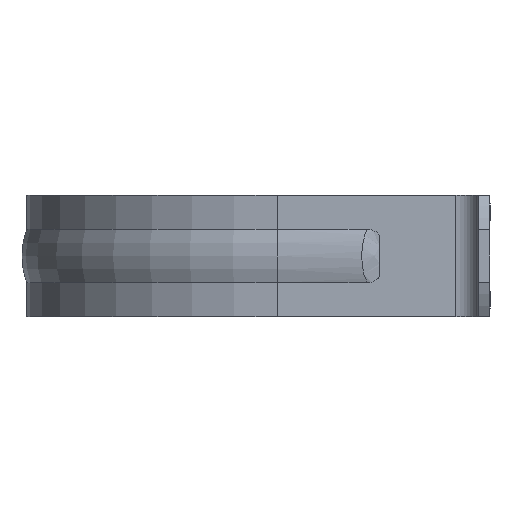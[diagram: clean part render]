
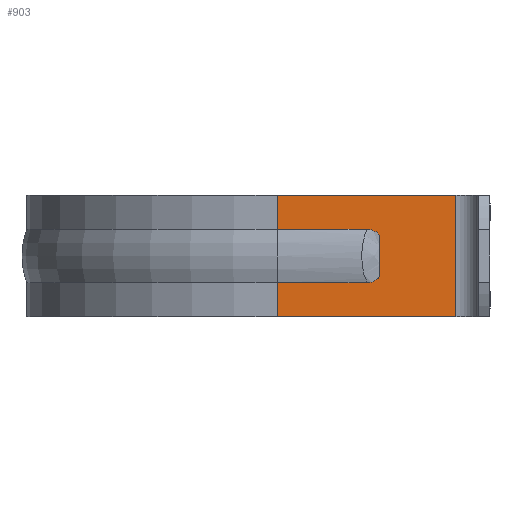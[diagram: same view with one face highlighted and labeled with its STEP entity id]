
A CAD part, left-side view. The second image highlights one B-rep face of the part: STEP entity #903.
In plain terms, the highlighted planar face has unit normal (-1, 0, 0).
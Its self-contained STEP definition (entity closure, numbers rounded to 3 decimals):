
#34=B_SPLINE_CURVE_WITH_KNOTS('',3,(#1906,#1907,#1908,#1909,#1910,#1911,
#1912,#1913,#1914,#1915,#1916,#1917,#1918,#1919,#1920,#1921,#1922,#1923,
#1924,#1925),.UNSPECIFIED.,.F.,.F.,(4,2,2,2,2,2,2,2,2,4),(0.,0.093,
0.175,0.218,0.238,0.248,
0.252,0.254,0.255,0.255),
 .UNSPECIFIED.);
#36=B_SPLINE_CURVE_WITH_KNOTS('',3,(#1936,#1937,#1938,#1939,#1940,#1941,
#1942,#1943,#1944,#1945,#1946,#1947,#1948,#1949,#1950,#1951,#1952,#1953,
#1954,#1955),.UNSPECIFIED.,.F.,.F.,(4,2,2,2,2,2,2,2,2,4),(0.,
0.,0.,0.002,0.004,0.011,
0.023,0.05,0.102,0.161),
 .UNSPECIFIED.);
#51=PLANE('',#1013);
#101=FACE_OUTER_BOUND('',#155,.T.);
#155=EDGE_LOOP('',(#793,#794,#795,#796,#797,#798,#799,#800,#801,#802));
#180=LINE('',#1956,#254);
#186=LINE('',#1977,#260);
#198=LINE('',#2018,#272);
#230=LINE('',#2108,#304);
#231=LINE('',#2111,#305);
#232=LINE('',#2113,#306);
#233=LINE('',#2115,#307);
#234=LINE('',#2116,#308);
#254=VECTOR('',#1099,10.);
#260=VECTOR('',#1117,10.);
#272=VECTOR('',#1155,10.);
#304=VECTOR('',#1253,10.);
#305=VECTOR('',#1256,10.);
#306=VECTOR('',#1259,10.);
#307=VECTOR('',#1260,10.);
#308=VECTOR('',#1261,10.);
#383=VERTEX_POINT('',#1904);
#384=VERTEX_POINT('',#1905);
#385=VERTEX_POINT('',#1926);
#386=VERTEX_POINT('',#1935);
#394=VERTEX_POINT('',#1974);
#395=VERTEX_POINT('',#1976);
#410=VERTEX_POINT('',#2014);
#436=VERTEX_POINT('',#2107);
#437=VERTEX_POINT('',#2109);
#438=VERTEX_POINT('',#2114);
#483=EDGE_CURVE('',#383,#384,#34,.F.);
#485=EDGE_CURVE('',#386,#385,#36,.T.);
#486=EDGE_CURVE('',#386,#383,#180,.T.);
#496=EDGE_CURVE('',#394,#395,#186,.T.);
#517=EDGE_CURVE('',#395,#410,#198,.T.);
#562=EDGE_CURVE('',#436,#384,#230,.T.);
#564=EDGE_CURVE('',#437,#385,#231,.T.);
#565=EDGE_CURVE('',#394,#436,#232,.T.);
#566=EDGE_CURVE('',#437,#438,#233,.T.);
#567=EDGE_CURVE('',#438,#410,#234,.T.);
#793=ORIENTED_EDGE('',*,*,#517,.F.);
#794=ORIENTED_EDGE('',*,*,#496,.F.);
#795=ORIENTED_EDGE('',*,*,#565,.T.);
#796=ORIENTED_EDGE('',*,*,#562,.T.);
#797=ORIENTED_EDGE('',*,*,#483,.F.);
#798=ORIENTED_EDGE('',*,*,#486,.F.);
#799=ORIENTED_EDGE('',*,*,#485,.T.);
#800=ORIENTED_EDGE('',*,*,#564,.F.);
#801=ORIENTED_EDGE('',*,*,#566,.T.);
#802=ORIENTED_EDGE('',*,*,#567,.T.);
#903=ADVANCED_FACE('',(#101),#51,.T.);
#1013=AXIS2_PLACEMENT_3D('',#2112,#1257,#1258);
#1099=DIRECTION('',(0.,0.,1.));
#1117=DIRECTION('',(0.,-1.,0.));
#1155=DIRECTION('',(0.,0.,-1.));
#1253=DIRECTION('',(0.,-1.,0.));
#1256=DIRECTION('',(0.,-1.,0.));
#1257=DIRECTION('center_axis',(-1.,0.,0.));
#1258=DIRECTION('ref_axis',(0.,0.,-1.));
#1259=DIRECTION('',(0.,0.,-1.));
#1260=DIRECTION('',(0.,0.,-1.));
#1261=DIRECTION('',(0.,-1.,0.));
#1904=CARTESIAN_POINT('',(-33.,-46.5,2.5));
#1905=CARTESIAN_POINT('',(-33.,-44.835,3.5));
#1906=CARTESIAN_POINT('Ctrl Pts',(-33.,-44.835,3.5));
#1907=CARTESIAN_POINT('Ctrl Pts',(-33.,-45.146,3.5));
#1908=CARTESIAN_POINT('Ctrl Pts',(-33.,-45.434,3.441));
#1909=CARTESIAN_POINT('Ctrl Pts',(-33.,-45.907,3.242));
#1910=CARTESIAN_POINT('Ctrl Pts',(-33.,-46.089,3.118));
#1911=CARTESIAN_POINT('Ctrl Pts',(-33.,-46.297,2.909));
#1912=CARTESIAN_POINT('Ctrl Pts',(-33.,-46.361,2.829));
#1913=CARTESIAN_POINT('Ctrl Pts',(-33.,-46.435,2.702));
#1914=CARTESIAN_POINT('Ctrl Pts',(-33.,-46.456,2.658));
#1915=CARTESIAN_POINT('Ctrl Pts',(-33.,-46.481,2.592));
#1916=CARTESIAN_POINT('Ctrl Pts',(-33.,-46.488,2.57));
#1917=CARTESIAN_POINT('Ctrl Pts',(-33.,-46.495,2.538));
#1918=CARTESIAN_POINT('Ctrl Pts',(-33.,-46.497,2.527));
#1919=CARTESIAN_POINT('Ctrl Pts',(-33.,-46.499,2.513));
#1920=CARTESIAN_POINT('Ctrl Pts',(-33.,-46.5,2.508));
#1921=CARTESIAN_POINT('Ctrl Pts',(-33.,-46.5,2.502));
#1922=CARTESIAN_POINT('Ctrl Pts',(-33.,-46.5,2.502));
#1923=CARTESIAN_POINT('Ctrl Pts',(-33.,-46.5,2.5));
#1924=CARTESIAN_POINT('Ctrl Pts',(-33.,-46.5,2.5));
#1925=CARTESIAN_POINT('Ctrl Pts',(-33.,-46.5,2.5));
#1926=CARTESIAN_POINT('',(-33.,-44.835,-3.5));
#1935=CARTESIAN_POINT('',(-33.,-46.5,-2.5));
#1936=CARTESIAN_POINT('Ctrl Pts',(-33.,-46.5,-2.5));
#1937=CARTESIAN_POINT('Ctrl Pts',(-33.,-46.5,-2.5));
#1938=CARTESIAN_POINT('Ctrl Pts',(-33.,-46.5,-2.501));
#1939=CARTESIAN_POINT('Ctrl Pts',(-33.,-46.5,-2.502));
#1940=CARTESIAN_POINT('Ctrl Pts',(-33.,-46.5,-2.502));
#1941=CARTESIAN_POINT('Ctrl Pts',(-33.,-46.5,-2.508));
#1942=CARTESIAN_POINT('Ctrl Pts',(-33.,-46.499,-2.513));
#1943=CARTESIAN_POINT('Ctrl Pts',(-33.,-46.497,-2.527));
#1944=CARTESIAN_POINT('Ctrl Pts',(-33.,-46.495,-2.538));
#1945=CARTESIAN_POINT('Ctrl Pts',(-33.,-46.488,-2.57));
#1946=CARTESIAN_POINT('Ctrl Pts',(-33.,-46.481,-2.592));
#1947=CARTESIAN_POINT('Ctrl Pts',(-33.,-46.456,-2.658));
#1948=CARTESIAN_POINT('Ctrl Pts',(-33.,-46.435,-2.702));
#1949=CARTESIAN_POINT('Ctrl Pts',(-33.,-46.361,-2.829));
#1950=CARTESIAN_POINT('Ctrl Pts',(-33.,-46.297,-2.909));
#1951=CARTESIAN_POINT('Ctrl Pts',(-33.,-46.089,-3.118));
#1952=CARTESIAN_POINT('Ctrl Pts',(-33.,-45.907,-3.242));
#1953=CARTESIAN_POINT('Ctrl Pts',(-33.,-45.434,-3.441));
#1954=CARTESIAN_POINT('Ctrl Pts',(-33.,-45.146,-3.5));
#1955=CARTESIAN_POINT('Ctrl Pts',(-33.,-44.835,-3.5));
#1956=CARTESIAN_POINT('',(-33.,-46.5,4.));
#1974=CARTESIAN_POINT('',(-33.,-33.,8.));
#1976=CARTESIAN_POINT('',(-33.,-56.5,8.));
#1977=CARTESIAN_POINT('',(-33.,-33.,8.));
#2014=CARTESIAN_POINT('',(-33.,-56.5,-8.));
#2018=CARTESIAN_POINT('',(-33.,-56.5,4.));
#2107=CARTESIAN_POINT('',(-33.,-33.,3.5));
#2108=CARTESIAN_POINT('',(-33.,-33.,3.5));
#2109=CARTESIAN_POINT('',(-33.,-33.,-3.5));
#2111=CARTESIAN_POINT('',(-33.,-33.,-3.5));
#2112=CARTESIAN_POINT('Origin',(-33.,-33.,8.));
#2113=CARTESIAN_POINT('',(-33.,-33.,3.5));
#2114=CARTESIAN_POINT('',(-33.,-33.,-8.));
#2115=CARTESIAN_POINT('',(-33.,-33.,-8.));
#2116=CARTESIAN_POINT('',(-33.,-33.,-8.));
